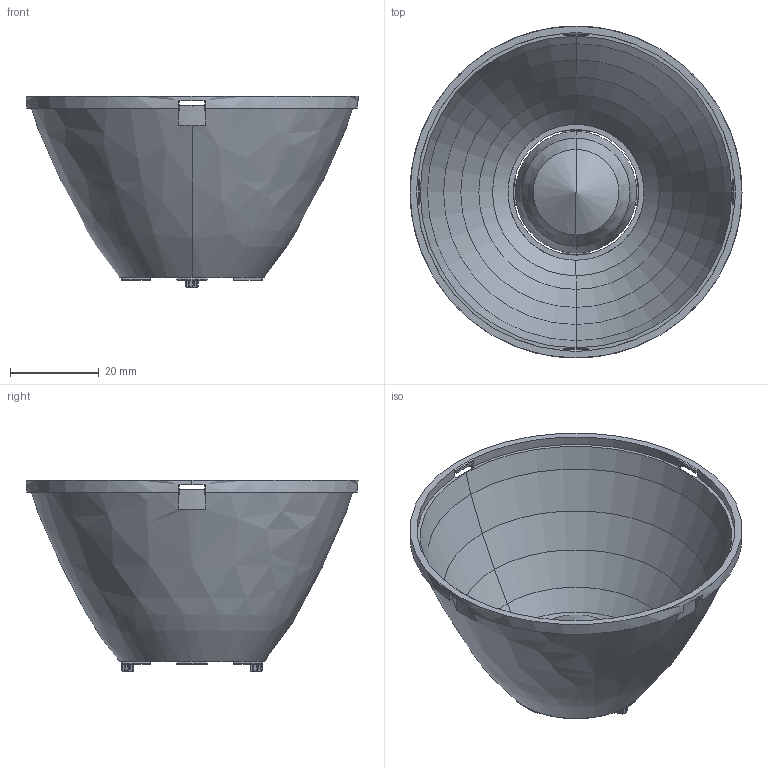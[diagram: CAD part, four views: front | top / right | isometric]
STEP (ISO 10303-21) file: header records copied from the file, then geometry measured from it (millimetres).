
FILE_DESCRIPTION (( 'STEP AP203' ), '1' );
FILE_NAME ('SL-A-075E-V2-杯+LENS.STEP', '2014-11-24T08:36:09', ( '微软用户' ), ( '微软中国' ), 'SwSTEP 2.0', 'SolidWorks 2014', '' );
FILE_SCHEMA (( 'CONFIG_CONTROL_DESIGN' ));
Length unit declared in the file: millimetre
Products named in the file (1): SL-A-075E-V2-戚+LENS
Bounding box: 75 x 75 x 43.35 mm (x, y, z)
Volume: 11922.6 mm3; surface area: 19381.6 mm2
Topology: 2 solids, 2 shells, 359 faces, 970 edges, 611 vertices
Faces by surface type: plane 233, cylinder 73, cone 28, bspline 25
Entity records: 11876 total; most frequent: CARTESIAN_POINT 3314, ORIENTED_EDGE 1940, DIRECTION 1575, EDGE_CURVE 970, VERTEX_POINT 611, AXIS2_PLACEMENT_3D 544, VECTOR 487, LINE 487
